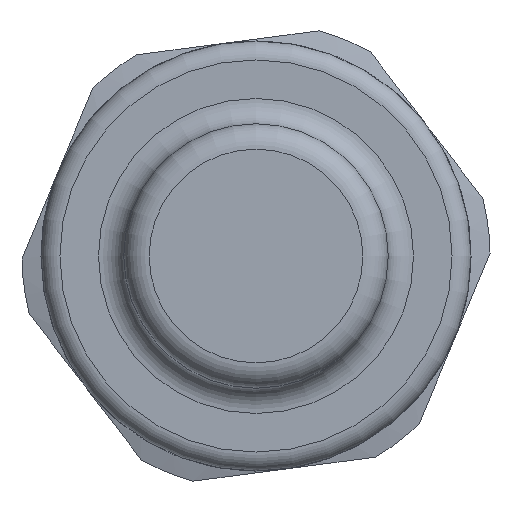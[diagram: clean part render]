
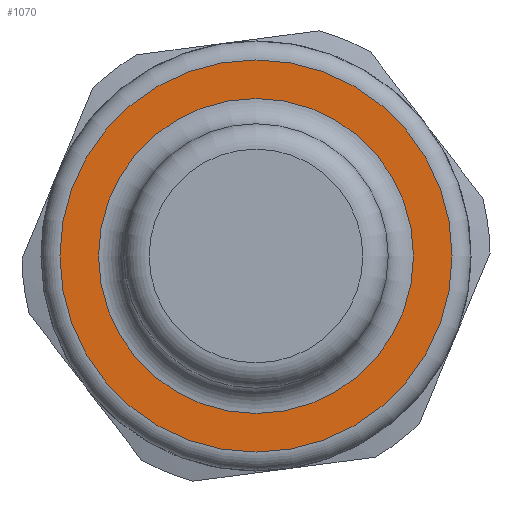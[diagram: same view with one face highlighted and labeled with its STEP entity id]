
A CAD part, left-side view. The second image highlights one B-rep face of the part: STEP entity #1070.
In plain terms, the highlighted planar face has unit normal (-1, 0, 0).
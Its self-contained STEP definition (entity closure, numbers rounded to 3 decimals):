
#1039=CARTESIAN_POINT('',(30.0,12.45,0.));
#1040=VERTEX_POINT('',#1039);
#1041=CARTESIAN_POINT('',(30.0,0.0,0.0));
#1042=DIRECTION('',(-1.0,0.0,0.0));
#1043=DIRECTION('',(0.0,-1.0,0.0));
#1044=AXIS2_PLACEMENT_3D('',#1041,#1042,#1043);
#1045=CIRCLE('',#1044,12.45);
#1046=EDGE_CURVE('',#1040,#1040,#1045,.T.);
#1051=CARTESIAN_POINT('',(30.0,13.725,0.0));
#1052=DIRECTION('',(-1.0,0.0,0.0));
#1053=DIRECTION('',(0.0,0.0,1.0));
#1054=AXIS2_PLACEMENT_3D('',#1051,#1052,#1053);
#1055=PLANE('',#1054);
#1056=CARTESIAN_POINT('',(30.0,15.5,0.0));
#1057=VERTEX_POINT('',#1056);
#1058=CARTESIAN_POINT('',(30.0,0.0,0.0));
#1059=DIRECTION('',(1.0,0.0,0.0));
#1060=DIRECTION('',(0.0,-1.0,0.0));
#1061=AXIS2_PLACEMENT_3D('',#1058,#1059,#1060);
#1062=CIRCLE('',#1061,15.5);
#1063=EDGE_CURVE('',#1057,#1057,#1062,.T.);
#1064=ORIENTED_EDGE('',*,*,#1063,.F.);
#1065=EDGE_LOOP('',(#1064));
#1066=FACE_OUTER_BOUND('',#1065,.T.);
#1067=ORIENTED_EDGE('',*,*,#1046,.F.);
#1068=EDGE_LOOP('',(#1067));
#1069=FACE_BOUND('',#1068,.T.);
#1070=ADVANCED_FACE('',(#1066,#1069),#1055,.T.);
